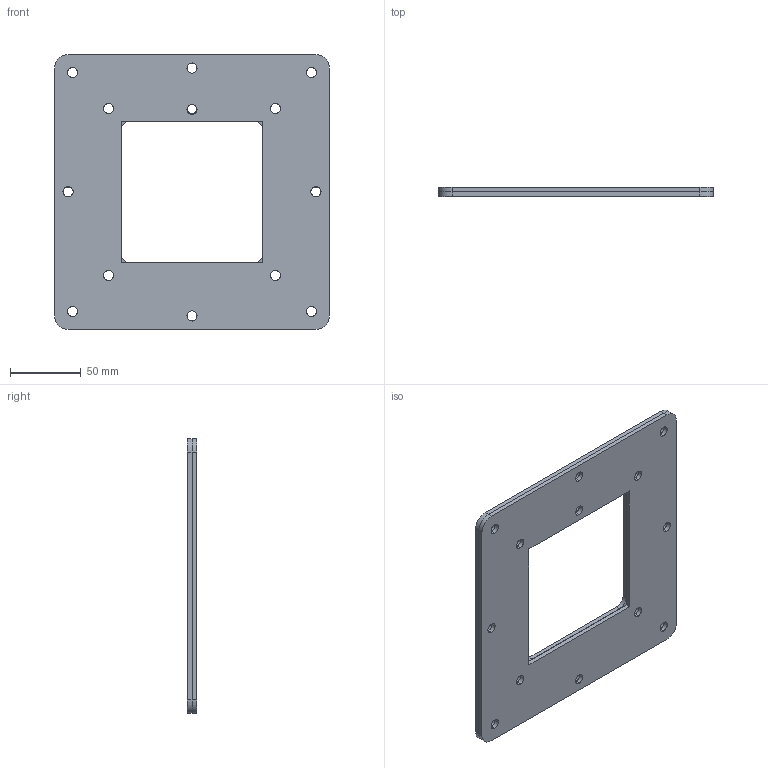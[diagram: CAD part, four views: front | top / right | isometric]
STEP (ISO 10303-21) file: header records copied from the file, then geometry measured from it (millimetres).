
FILE_DESCRIPTION (( 'STEP AP203' ), '1' );
FILE_NAME ('1487DRC.step', '2024-04-25T14:37:01', ( '' ), ( '' ), 'SwSTEP 2.0', 'SolidWorks 2023', '' );
FILE_SCHEMA (( 'CONFIG_CONTROL_DESIGN' ));
Length unit declared in the file: inch
Products named in the file (1): 1487DRC
Bounding box: 193.68 x 6.35 x 193.68 mm (x, y, z)
Volume: 157379.7 mm3; surface area: 112086 mm2
Topology: 3 solids, 3 shells, 108 faces, 306 edges, 204 vertices
Faces by surface type: cylinder 78, plane 30
Entity records: 3789 total; most frequent: DIRECTION 680, CARTESIAN_POINT 619, ORIENTED_EDGE 612, EDGE_CURVE 306, AXIS2_PLACEMENT_3D 265, VERTEX_POINT 204, EDGE_LOOP 172, CIRCLE 156
